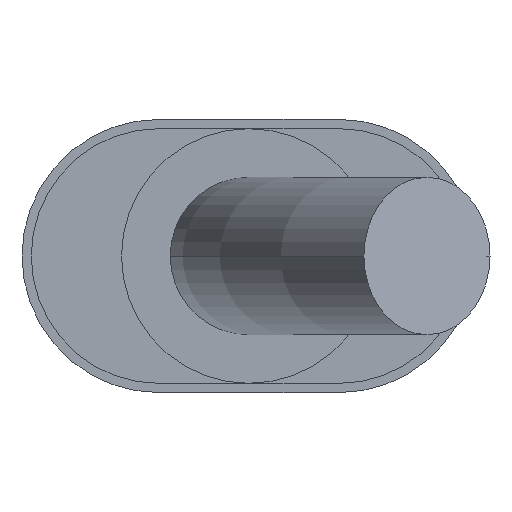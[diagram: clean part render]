
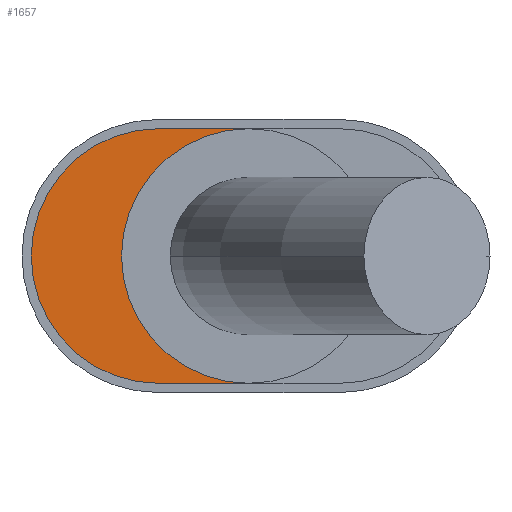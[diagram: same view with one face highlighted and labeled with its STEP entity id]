
A CAD part, left-side view. The second image highlights one B-rep face of the part: STEP entity #1657.
In plain terms, the highlighted planar face has unit normal (-1, 0, 0).
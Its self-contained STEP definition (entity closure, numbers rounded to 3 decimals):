
#3 = PLANE ( 'NONE',  #1419 ) ;
#7 = CARTESIAN_POINT ( 'NONE',  ( -16.3, -1.95, 0. ) ) ;
#15 = EDGE_LOOP ( 'NONE', ( #702, #1166, #636, #155 ) ) ;
#24 = CARTESIAN_POINT ( 'NONE',  ( -16.3, 1.95, 0. ) ) ;
#52 = CARTESIAN_POINT ( 'NONE',  ( -16.3, 0., -2.75 ) ) ;
#96 = LINE ( 'NONE', #121, #499 ) ;
#121 = CARTESIAN_POINT ( 'NONE',  ( -16.3, 1.95, -2.75 ) ) ;
#141 = CARTESIAN_POINT ( 'NONE',  ( -16.3, 1.95, 2.75 ) ) ;
#142 = VERTEX_POINT ( 'NONE', #950 ) ;
#144 = DIRECTION ( 'NONE',  ( 0., 0., -1. ) ) ;
#155 = ORIENTED_EDGE ( 'NONE', *, *, #1299, .F. ) ;
#174 = FACE_OUTER_BOUND ( 'NONE', #15, .T. ) ;
#312 = CARTESIAN_POINT ( 'NONE',  ( -16.3, 0., 2.75 ) ) ;
#321 = AXIS2_PLACEMENT_3D ( 'NONE', #24, #1443, #934 ) ;
#388 = VERTEX_POINT ( 'NONE', #774 ) ;
#499 = VECTOR ( 'NONE', #1146, 1000. ) ;
#530 = EDGE_CURVE ( 'NONE', #142, #765, #982, .T. ) ;
#614 = AXIS2_PLACEMENT_3D ( 'NONE', #1335, #1082, #1200 ) ;
#636 = ORIENTED_EDGE ( 'NONE', *, *, #1441, .F. ) ;
#668 = DIRECTION ( 'NONE',  ( 1., 0., 0. ) ) ;
#702 = ORIENTED_EDGE ( 'NONE', *, *, #1559, .F. ) ;
#765 = VERTEX_POINT ( 'NONE', #312 ) ;
#774 = CARTESIAN_POINT ( 'NONE',  ( -16.3, 1.95, -2.75 ) ) ;
#775 = CIRCLE ( 'NONE', #321, 2.75 ) ;
#873 = CIRCLE ( 'NONE', #614, 2.75 ) ;
#934 = DIRECTION ( 'NONE',  ( 0., 0., -1. ) ) ;
#950 = CARTESIAN_POINT ( 'NONE',  ( -16.3, 1.95, 2.75 ) ) ;
#982 = LINE ( 'NONE', #141, #1638 ) ;
#1082 = DIRECTION ( 'NONE',  ( -1., 0., 0. ) ) ;
#1116 = VERTEX_POINT ( 'NONE', #52 ) ;
#1146 = DIRECTION ( 'NONE',  ( 0., 1., 0. ) ) ;
#1166 = ORIENTED_EDGE ( 'NONE', *, *, #530, .F. ) ;
#1180 = DIRECTION ( 'NONE',  ( 0., -1., 0. ) ) ;
#1200 = DIRECTION ( 'NONE',  ( 0., 0., 1. ) ) ;
#1299 = EDGE_CURVE ( 'NONE', #1116, #388, #96, .T. ) ;
#1335 = CARTESIAN_POINT ( 'NONE',  ( -16.3, 0., 0. ) ) ;
#1419 = AXIS2_PLACEMENT_3D ( 'NONE', #7, #668, #144 ) ;
#1441 = EDGE_CURVE ( 'NONE', #388, #142, #775, .T. ) ;
#1443 = DIRECTION ( 'NONE',  ( 1., 0., 0. ) ) ;
#1559 = EDGE_CURVE ( 'NONE', #765, #1116, #873, .T. ) ;
#1638 = VECTOR ( 'NONE', #1180, 1000. ) ;
#1657 = ADVANCED_FACE ( 'NONE', ( #174 ), #3, .F. ) ;
